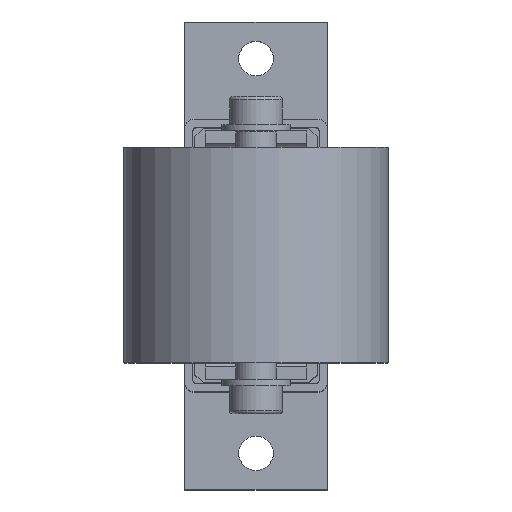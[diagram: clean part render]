
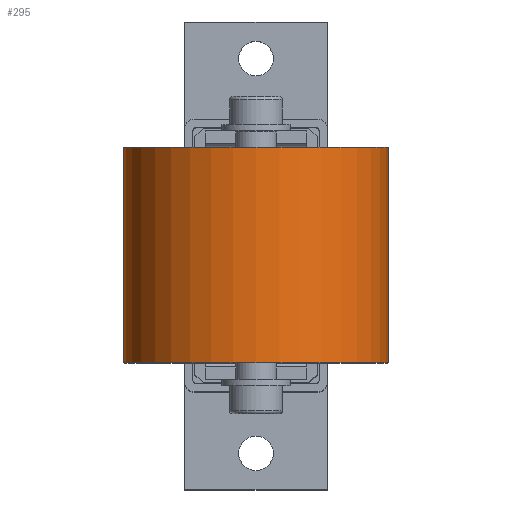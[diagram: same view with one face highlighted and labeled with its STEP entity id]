
A CAD part, top view. The second image highlights one B-rep face of the part: STEP entity #295.
In plain terms, the highlighted cylindrical face has radius 32.5 mm (diameter 65 mm), a partial arc.
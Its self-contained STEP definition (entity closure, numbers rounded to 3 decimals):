
#295=ADVANCED_FACE('',(#791),#792,.T.);
#791=FACE_OUTER_BOUND('',#1533,.T.);
#792=CYLINDRICAL_SURFACE('',#1534,32.5);
#1533=EDGE_LOOP('',(#2305,#2306,#2307,#2308));
#1534=AXIS2_PLACEMENT_3D('',#2309,#2310,#2311);
#2305=ORIENTED_EDGE('',*,*,#4142,.F.);
#2306=ORIENTED_EDGE('',*,*,#4143,.F.);
#2307=ORIENTED_EDGE('',*,*,#4144,.F.);
#2308=ORIENTED_EDGE('',*,*,#4145,.F.);
#2309=CARTESIAN_POINT('',(0.0,0.0,121.0));
#2310=DIRECTION('',(0.0,-1.0,0.0));
#2311=DIRECTION('',(1.0,0.0,0.0));
#4142=EDGE_CURVE('',#4897,#4898,#4899,.T.);
#4143=EDGE_CURVE('',#4900,#4897,#4901,.T.);
#4144=EDGE_CURVE('',#4902,#4900,#4903,.T.);
#4145=EDGE_CURVE('',#4898,#4902,#4904,.T.);
#4897=VERTEX_POINT('',#5958);
#4898=VERTEX_POINT('',#5959);
#4899=LINE('',#5960,#5961);
#4900=VERTEX_POINT('',#5962);
#4901=CIRCLE('',#5963,32.5);
#4902=VERTEX_POINT('',#5964);
#4903=LINE('',#5965,#5966);
#4904=CIRCLE('',#5967,32.5);
#5958=CARTESIAN_POINT('',(32.5,26.5,121.0));
#5959=CARTESIAN_POINT('',(32.5,-26.5,121.0));
#5960=CARTESIAN_POINT('',(32.5,0.0,121.0));
#5961=VECTOR('',#7300,1.0);
#5962=CARTESIAN_POINT('',(-32.5,26.5,121.0));
#5963=AXIS2_PLACEMENT_3D('',#7301,#7302,#7303);
#5964=CARTESIAN_POINT('',(-32.5,-26.5,121.0));
#5965=CARTESIAN_POINT('',(-32.5,0.0,121.0));
#5966=VECTOR('',#7304,1.0);
#5967=AXIS2_PLACEMENT_3D('',#7305,#7306,#7307);
#7300=DIRECTION('',(0.0,-1.0,0.0));
#7301=CARTESIAN_POINT('',(0.0,26.5,121.0));
#7302=DIRECTION('',(-0.0,1.0,0.0));
#7303=DIRECTION('',(1.0,0.0,0.0));
#7304=DIRECTION('',(-0.0,1.0,-0.0));
#7305=CARTESIAN_POINT('',(0.0,-26.5,121.0));
#7306=DIRECTION('',(0.0,-1.0,0.0));
#7307=DIRECTION('',(1.0,0.0,0.0));
